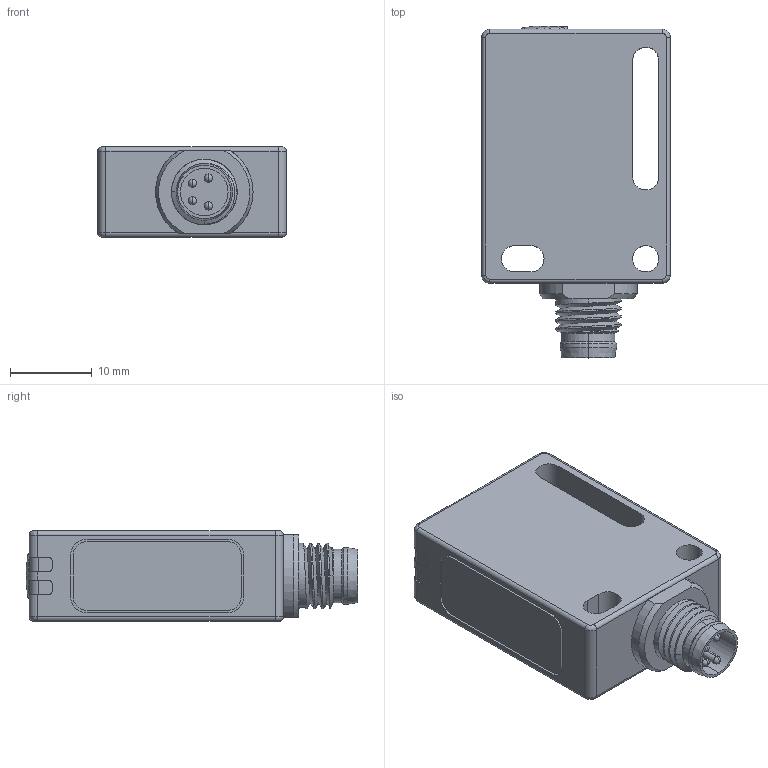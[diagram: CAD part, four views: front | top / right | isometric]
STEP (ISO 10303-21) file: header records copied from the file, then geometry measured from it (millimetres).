
FILE_DESCRIPTION((''),'2;1');
FILE_NAME('CAD0819_ML7-8-H-143','2006-12-19T',('mflender'),(''),'PRO/ENGINEER BY PARAMETRIC TECHNOLOGY CORPORATION, 2006140','PRO/ENGINEER BY PARAMETRIC TECHNOLOGY CORPORATION, 2006140','');
FILE_SCHEMA(('CONFIG_CONTROL_DESIGN'));
Length unit declared in the file: millimetre
Products named in the file (1): CAD0819_ML7-8-H-143
Bounding box: 23 x 40.5 x 11 mm (x, y, z)
Volume: 7339.9 mm3; surface area: 3661.2 mm2
Topology: 1 solids, 2 shells, 198 faces, 537 edges, 354 vertices
Faces by surface type: cylinder 81, plane 77, cone 15, sphere 9, bspline 9, torus 7
Entity records: 9411 total; most frequent: CARTESIAN_POINT 2746, DIRECTION 1052, ORIENTED_EDGE 1036, PRESENTATION_STYLE_ASSIGNMENT 531, STYLED_ITEM 531, CURVE_STYLE 530, EDGE_CURVE 518, AXIS2_PLACEMENT_3D 392
